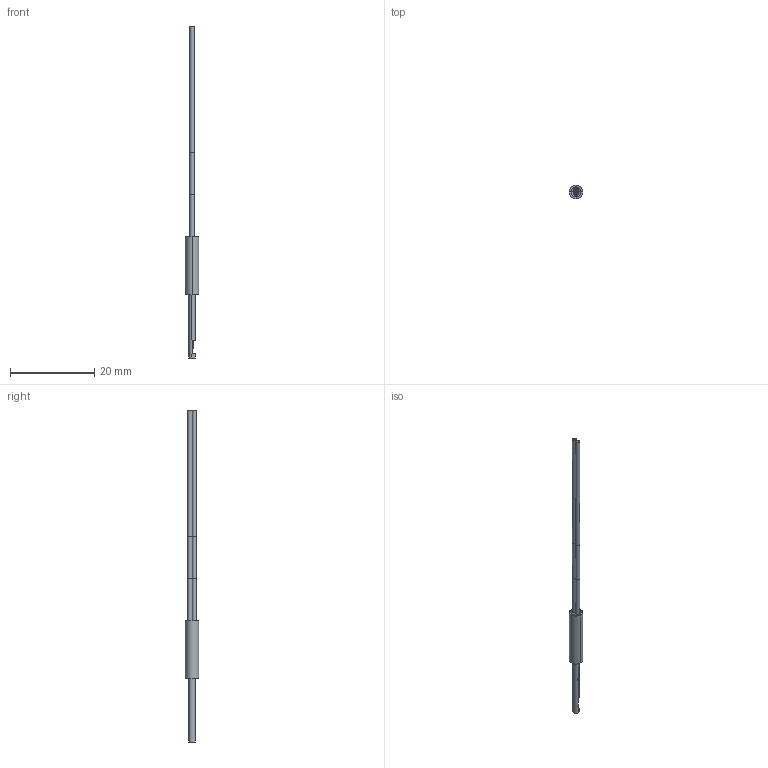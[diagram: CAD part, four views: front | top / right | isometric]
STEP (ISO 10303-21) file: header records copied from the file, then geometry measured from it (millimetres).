
FILE_DESCRIPTION((''),'2;1');
FILE_NAME('166402_ASM','2016-02-12T',('pdmadmin'),(''),'PRO/ENGINEER BY PARAMETRIC TECHNOLOGY CORPORATION, 2013230','PRO/ENGINEER BY PARAMETRIC TECHNOLOGY CORPORATION, 2013230','');
FILE_SCHEMA(('CONFIG_CONTROL_DESIGN'));
Length unit declared in the file: inch
Products named in the file (6): 34647_AF1; 35314_AF3; 41382_AF4; FIBER_CORE_-5_45_DEG_AF3; FIBER_CORE_-5_45_DEG_AF2; 166402_ASM
Assembly tree (5 placements, depth 2):
  166402_ASM
    34647_AF1
    35314_AF3
    41382_AF4
    FIBER_CORE_-5_45_DEG_AF3
    FIBER_CORE_-5_45_DEG_AF2
Bounding box: 3.17 x 3.17 x 78.97 mm (x, y, z)
Volume: 158.8 mm3; surface area: 842.2 mm2
Topology: 5 solids, 7 shells, 60 faces, 124 edges, 72 vertices
Faces by surface type: cylinder 34, plane 14, bspline 8, cone 4
Entity records: 2067 total; most frequent: CARTESIAN_POINT 645, DIRECTION 306, ORIENTED_EDGE 240, AXIS2_PLACEMENT_3D 129, EDGE_CURVE 124, VERTEX_POINT 72, EDGE_LOOP 64, CIRCLE 64
